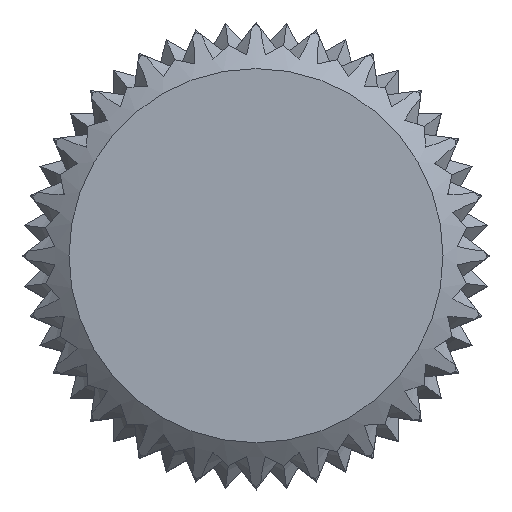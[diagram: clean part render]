
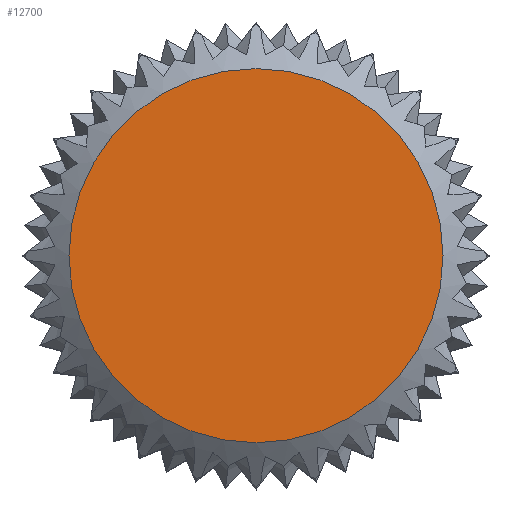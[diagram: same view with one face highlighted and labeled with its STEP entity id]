
A CAD part, top view. The second image highlights one B-rep face of the part: STEP entity #12700.
In plain terms, the highlighted planar face has unit normal (0, 0, 1).
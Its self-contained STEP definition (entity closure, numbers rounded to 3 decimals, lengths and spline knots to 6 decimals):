
#1555=CIRCLE('',#12772,0.0076);
#5020=ORIENTED_EDGE('',*,*,#6887,.T.);
#6887=EDGE_CURVE('',#8068,#8068,#1555,.T.);
#8068=VERTEX_POINT('',#24745);
#10550=EDGE_LOOP('',(#5020));
#11624=FACE_BOUND('',#10550,.T.);
#11687=PLANE('',#12773);
#12700=ADVANCED_FACE('',(#11624),#11687,.F.);
#12772=AXIS2_PLACEMENT_3D('',#24744,#12795,#12796);
#12773=AXIS2_PLACEMENT_3D('',#30952,#12797,#12798);
#12795=DIRECTION('',(0.,0.,1.));
#12796=DIRECTION('',(0.,1.,0.));
#12797=DIRECTION('',(0.,0.,-1.));
#12798=DIRECTION('',(0.,1.,0.));
#24744=CARTESIAN_POINT('',(0.,0.,0.015));
#24745=CARTESIAN_POINT('',(0.,0.0076,0.015));
#30952=CARTESIAN_POINT('',(0.,0.00375,0.015));
